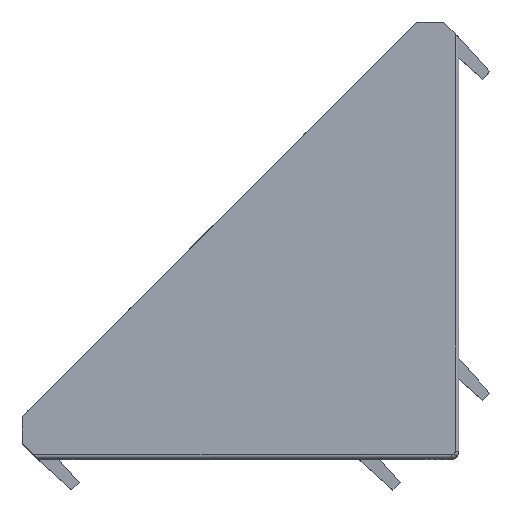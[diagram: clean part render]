
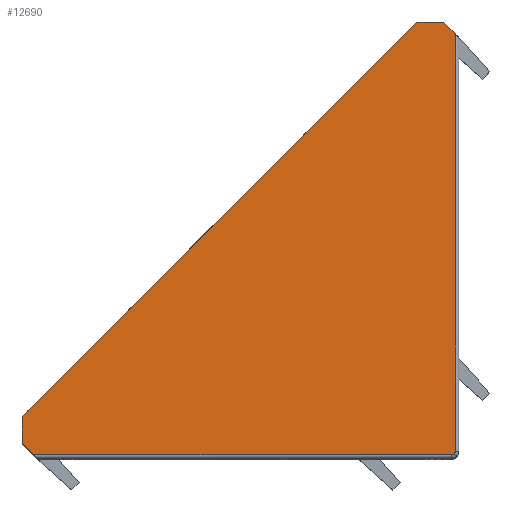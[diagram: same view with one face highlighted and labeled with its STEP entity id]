
A CAD part, top view. The second image highlights one B-rep face of the part: STEP entity #12690.
In plain terms, the highlighted planar face has unit normal (0.012, -0.012, 1).
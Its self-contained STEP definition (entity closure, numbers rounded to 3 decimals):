
#137 = CARTESIAN_POINT ( 'NONE',  ( -0.494, 55.494, 28.92 ) ) ;
#792 = VECTOR ( 'NONE', #15622, 1000. ) ;
#1109 = DIRECTION ( 'NONE',  ( -1., 0., 0.012 ) ) ;
#1815 = CARTESIAN_POINT ( 'NONE',  ( -0.64, 0.64, 28.244 ) ) ;
#1832 = CARTESIAN_POINT ( 'NONE',  ( -57., 2., 28.957 ) ) ;
#1836 = CARTESIAN_POINT ( 'NONE',  ( -0.735, 0.546, 28.244 ) ) ;
#1840 = DIRECTION ( 'NONE',  ( 0.707, -0.707, -0.017 ) ) ;
#1867 = CARTESIAN_POINT ( 'NONE',  ( -0.862, 0.494, 28.245 ) ) ;
#1956 = CARTESIAN_POINT ( 'NONE',  ( -57., 5.5, 29. ) ) ;
#2020 = CARTESIAN_POINT ( 'NONE',  ( -0.994, 0.494, 28.247 ) ) ;
#2068 = CARTESIAN_POINT ( 'NONE',  ( -5.509, 0.494, 28.303 ) ) ;
#2262 = CARTESIAN_POINT ( 'NONE',  ( -5.5, 57., 29. ) ) ;
#2543 = VERTEX_POINT ( 'NONE', #6491 ) ;
#2971 = CARTESIAN_POINT ( 'NONE',  ( -5.5, 57., 29. ) ) ;
#3112 = EDGE_CURVE ( 'NONE', #4420, #6365, #3778, .T. ) ;
#3339 = CARTESIAN_POINT ( 'NONE',  ( -57., 2., 28.957 ) ) ;
#3344 = EDGE_CURVE ( 'NONE', #16125, #8700, #15074, .T. ) ;
#3745 = VERTEX_POINT ( 'NONE', #10181 ) ;
#3768 = VERTEX_POINT ( 'NONE', #10132 ) ;
#3778 = LINE ( 'NONE', #2971, #792 ) ;
#4092 = ORIENTED_EDGE ( 'NONE', *, *, #4281, .T. ) ;
#4281 = EDGE_CURVE ( 'NONE', #6365, #13333, #7583, .T. ) ;
#4420 = VERTEX_POINT ( 'NONE', #4595 ) ;
#4595 = CARTESIAN_POINT ( 'NONE',  ( -5.5, 57., 29. ) ) ;
#4859 = EDGE_CURVE ( 'NONE', #3768, #3745, #8221, .T. ) ;
#5664 = DIRECTION ( 'NONE',  ( 0., -1., -0.012 ) ) ;
#5705 = CARTESIAN_POINT ( 'NONE',  ( -57., 5.5, 29. ) ) ;
#5970 = VERTEX_POINT ( 'NONE', #6363 ) ;
#6346 = LINE ( 'NONE', #2068, #6972 ) ;
#6363 = CARTESIAN_POINT ( 'NONE',  ( -55.494, 0.494, 28.92 ) ) ;
#6365 = VERTEX_POINT ( 'NONE', #1956 ) ;
#6491 = CARTESIAN_POINT ( 'NONE',  ( -0.494, 0.994, 28.247 ) ) ;
#6614 = ORIENTED_EDGE ( 'NONE', *, *, #3344, .T. ) ;
#6775 = AXIS2_PLACEMENT_3D ( 'NONE', #9823, #9572, #9542 ) ;
#6972 = VECTOR ( 'NONE', #10970, 1000. ) ;
#7019 = DIRECTION ( 'NONE',  ( 0., 1., 0.012 ) ) ;
#7038 = CARTESIAN_POINT ( 'NONE',  ( -0.494, 0.994, 28.247 ) ) ;
#7410 = EDGE_LOOP ( 'NONE', ( #13169, #4092, #13988, #10419, #9203, #13078, #13549, #6614, #14091 ) ) ;
#7501 = EDGE_CURVE ( 'NONE', #3745, #2543, #11760, .T. ) ;
#7583 = LINE ( 'NONE', #5705, #13459 ) ;
#8221 = B_SPLINE_CURVE_WITH_KNOTS ( 'NONE', 3,
 ( #2020, #1867, #1836, #1815 ),
 .UNSPECIFIED., .F., .F.,
 ( 4, 4 ),
 ( 0., 1. ),
 .UNSPECIFIED. ) ;
#8700 = VERTEX_POINT ( 'NONE', #9427 ) ;
#9203 = ORIENTED_EDGE ( 'NONE', *, *, #4859, .T. ) ;
#9427 = CARTESIAN_POINT ( 'NONE',  ( -2., 57., 28.957 ) ) ;
#9542 = DIRECTION ( 'NONE',  ( 1., 0., -0.012 ) ) ;
#9572 = DIRECTION ( 'NONE',  ( 0.012, -0.012, 1. ) ) ;
#9641 = PLANE ( 'NONE',  #6775 ) ;
#9823 = CARTESIAN_POINT ( 'NONE',  ( -5.5, 57., 29. ) ) ;
#9840 = EDGE_CURVE ( 'NONE', #2543, #16125, #10618, .T. ) ;
#10132 = CARTESIAN_POINT ( 'NONE',  ( -0.994, 0.494, 28.247 ) ) ;
#10181 = CARTESIAN_POINT ( 'NONE',  ( -0.64, 0.64, 28.244 ) ) ;
#10419 = ORIENTED_EDGE ( 'NONE', *, *, #16040, .T. ) ;
#10618 = LINE ( 'NONE', #7038, #15844 ) ;
#10623 = CARTESIAN_POINT ( 'NONE',  ( -0.547, 0.733, 28.244 ) ) ;
#10643 = VECTOR ( 'NONE', #15513, 1000. ) ;
#10683 = CARTESIAN_POINT ( 'NONE',  ( -0.64, 0.64, 28.244 ) ) ;
#10970 = DIRECTION ( 'NONE',  ( 1., 0., -0.012 ) ) ;
#11760 = B_SPLINE_CURVE_WITH_KNOTS ( 'NONE', 3,
 ( #10683, #10623, #15047, #15005 ),
 .UNSPECIFIED., .F., .F.,
 ( 4, 4 ),
 ( 0., 1. ),
 .UNSPECIFIED. ) ;
#12690 = ADVANCED_FACE ( 'NONE', ( #14458 ), #9641, .T. ) ;
#13078 = ORIENTED_EDGE ( 'NONE', *, *, #7501, .T. ) ;
#13169 = ORIENTED_EDGE ( 'NONE', *, *, #3112, .T. ) ;
#13333 = VERTEX_POINT ( 'NONE', #3339 ) ;
#13352 = VECTOR ( 'NONE', #1840, 1000. ) ;
#13459 = VECTOR ( 'NONE', #5664, 1000. ) ;
#13526 = EDGE_CURVE ( 'NONE', #13333, #5970, #15222, .T. ) ;
#13549 = ORIENTED_EDGE ( 'NONE', *, *, #9840, .T. ) ;
#13818 = EDGE_CURVE ( 'NONE', #8700, #4420, #14885, .T. ) ;
#13988 = ORIENTED_EDGE ( 'NONE', *, *, #13526, .T. ) ;
#14091 = ORIENTED_EDGE ( 'NONE', *, *, #13818, .T. ) ;
#14458 = FACE_OUTER_BOUND ( 'NONE', #7410, .T. ) ;
#14885 = LINE ( 'NONE', #2262, #14898 ) ;
#14898 = VECTOR ( 'NONE', #1109, 1000. ) ;
#15005 = CARTESIAN_POINT ( 'NONE',  ( -0.494, 0.994, 28.247 ) ) ;
#15047 = CARTESIAN_POINT ( 'NONE',  ( -0.494, 0.86, 28.245 ) ) ;
#15074 = LINE ( 'NONE', #15759, #10643 ) ;
#15222 = LINE ( 'NONE', #1832, #13352 ) ;
#15513 = DIRECTION ( 'NONE',  ( -0.707, 0.707, 0.017 ) ) ;
#15622 = DIRECTION ( 'NONE',  ( -0.707, -0.707, 0. ) ) ;
#15759 = CARTESIAN_POINT ( 'NONE',  ( -0.494, 55.494, 28.92 ) ) ;
#15844 = VECTOR ( 'NONE', #7019, 1000. ) ;
#16040 = EDGE_CURVE ( 'NONE', #5970, #3768, #6346, .T. ) ;
#16125 = VERTEX_POINT ( 'NONE', #137 ) ;
